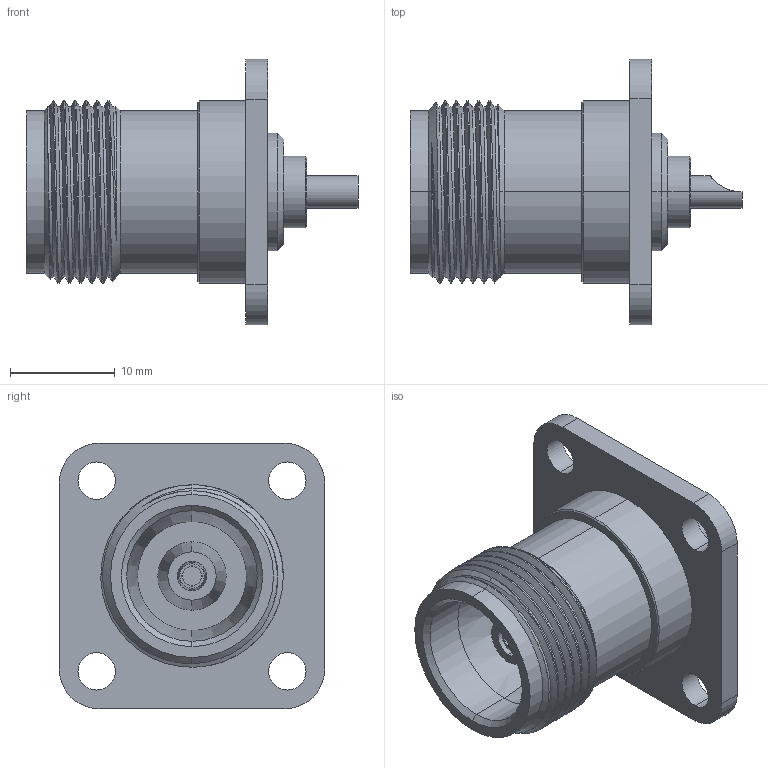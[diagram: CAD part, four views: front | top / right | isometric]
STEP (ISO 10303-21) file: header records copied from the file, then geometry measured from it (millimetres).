
FILE_DESCRIPTION (( 'STEP AP203' ), '1' );
FILE_NAME ('PE4322.step', '2018-06-13T22:10:37', ( '' ), ( '' ), 'SwSTEP 2.0', 'SolidWorks 2017', '' );
FILE_SCHEMA (( 'CONFIG_CONTROL_DESIGN' ));
Length unit declared in the file: inch
Products named in the file (1): PE4322
Bounding box: 31.75 x 25.4 x 25.4 mm (x, y, z)
Volume: 4658.8 mm3; surface area: 3680.3 mm2
Topology: 1 solids, 1 shells, 101 faces, 249 edges, 158 vertices
Faces by surface type: cylinder 44, plane 31, cone 23, bspline 3
Entity records: 4972 total; most frequent: CARTESIAN_POINT 2523, DIRECTION 501, ORIENTED_EDGE 498, EDGE_CURVE 249, AXIS2_PLACEMENT_3D 199, VERTEX_POINT 158, EDGE_LOOP 117, LINE 103
